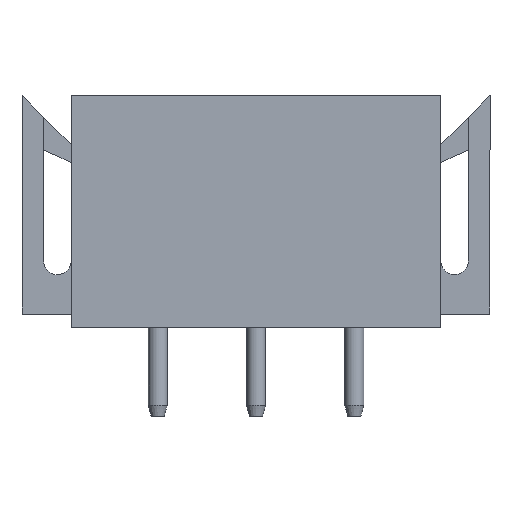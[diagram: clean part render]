
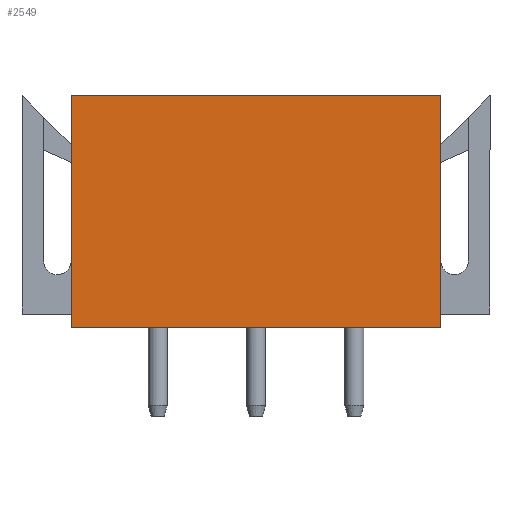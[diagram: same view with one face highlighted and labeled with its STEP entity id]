
A CAD part, left-side view. The second image highlights one B-rep face of the part: STEP entity #2549.
In plain terms, the highlighted planar face has unit normal (-1, 0, 0).
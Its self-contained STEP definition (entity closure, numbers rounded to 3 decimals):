
#2536=AXIS2_PLACEMENT_3D('Plane Axis2P3D',#2533,#2534,#2535) ;
#549=CARTESIAN_POINT('Vertex',(0.,2.5,16.3)) ;
#552=CARTESIAN_POINT('Line Origine',(0.,2.5,10.4)) ;
#556=CARTESIAN_POINT('Vertex',(0.,2.5,4.5)) ;
#617=CARTESIAN_POINT('Vertex',(0.,21.3,4.5)) ;
#620=CARTESIAN_POINT('Line Origine',(0.,21.3,10.4)) ;
#624=CARTESIAN_POINT('Vertex',(0.,21.3,16.3)) ;
#2426=CARTESIAN_POINT('Line Origine',(0.,11.9,16.3)) ;
#2533=CARTESIAN_POINT('Axis2P3D Location',(0.,21.3,1.3)) ;
#2538=CARTESIAN_POINT('Line Origine',(0.,11.9,4.5)) ;
#553=DIRECTION('Vector Direction',(0.,0.,1.)) ;
#621=DIRECTION('Vector Direction',(0.,0.,1.)) ;
#2427=DIRECTION('Vector Direction',(0.,-1.,0.)) ;
#2534=DIRECTION('Axis2P3D Direction',(-1.,0.,0.)) ;
#2535=DIRECTION('Axis2P3D XDirection',(0.,-1.,0.)) ;
#2539=DIRECTION('Vector Direction',(0.,-1.,0.)) ;
#554=VECTOR('Line Direction',#553,1.) ;
#622=VECTOR('Line Direction',#621,1.) ;
#2428=VECTOR('Line Direction',#2427,1.) ;
#2540=VECTOR('Line Direction',#2539,1.) ;
#2544=ORIENTED_EDGE('',*,*,#626,.F.) ;
#2545=ORIENTED_EDGE('',*,*,#2542,.T.) ;
#2546=ORIENTED_EDGE('',*,*,#558,.T.) ;
#2547=ORIENTED_EDGE('',*,*,#2430,.F.) ;
#2549=ADVANCED_FACE('HOUSING',(#2548),#2537,.T.) ;
#558=EDGE_CURVE('',#557,#550,#555,.T.) ;
#626=EDGE_CURVE('',#618,#625,#623,.T.) ;
#2430=EDGE_CURVE('',#625,#550,#2429,.T.) ;
#2542=EDGE_CURVE('',#618,#557,#2541,.T.) ;
#2543=EDGE_LOOP('',(#2544,#2545,#2546,#2547)) ;
#2548=FACE_OUTER_BOUND('',#2543,.T.) ;
#555=LINE('Line',#552,#554) ;
#623=LINE('Line',#620,#622) ;
#2429=LINE('Line',#2426,#2428) ;
#2541=LINE('Line',#2538,#2540) ;
#2537=PLANE('',#2536) ;
#550=VERTEX_POINT('',#549) ;
#557=VERTEX_POINT('',#556) ;
#618=VERTEX_POINT('',#617) ;
#625=VERTEX_POINT('',#624) ;
